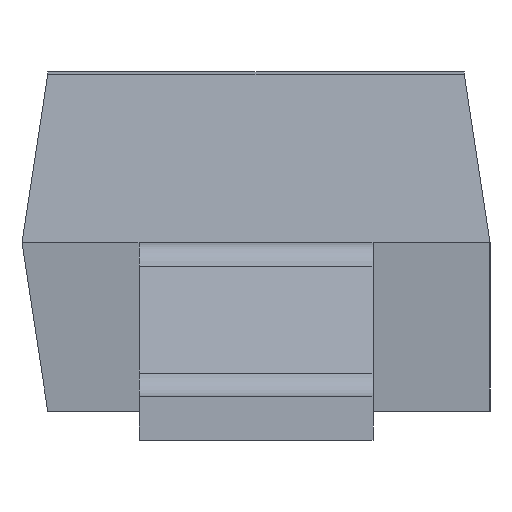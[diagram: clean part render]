
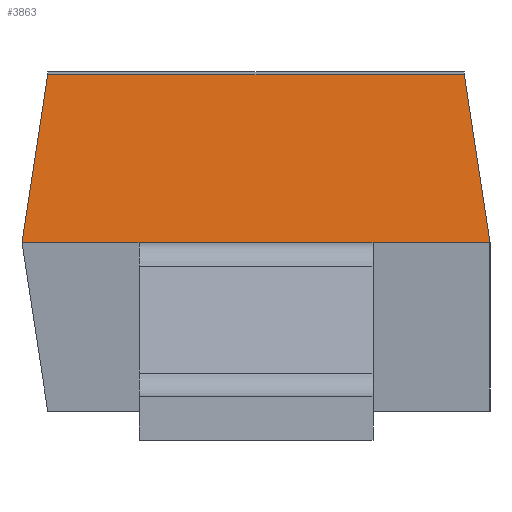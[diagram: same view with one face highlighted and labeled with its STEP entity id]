
A CAD part, left-side view. The second image highlights one B-rep face of the part: STEP entity #3863.
In plain terms, the highlighted planar face has unit normal (-0.995, 0, 0.095).
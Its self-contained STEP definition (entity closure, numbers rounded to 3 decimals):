
#33 = VECTOR ( 'NONE', #333, 1000. ) ;
#88 = VERTEX_POINT ( 'NONE', #2183 ) ;
#122 = DIRECTION ( 'NONE',  ( -0.094, -0.151, -0.984 ) ) ;
#157 = VERTEX_POINT ( 'NONE', #1216 ) ;
#235 = CARTESIAN_POINT ( 'NONE',  ( -1.338, 0.4, 0.575 ) ) ;
#314 = PLANE ( 'NONE',  #3679 ) ;
#320 = ORIENTED_EDGE ( 'NONE', *, *, #2927, .F. ) ;
#333 = DIRECTION ( 'NONE',  ( 0., 1., 0. ) ) ;
#352 = CARTESIAN_POINT ( 'NONE',  ( -1.38, -5.575, 0.132 ) ) ;
#442 = LINE ( 'NONE', #699, #3021 ) ;
#544 = FACE_OUTER_BOUND ( 'NONE', #2033, .T. ) ;
#604 = LINE ( 'NONE', #3071, #33 ) ;
#699 = CARTESIAN_POINT ( 'NONE',  ( -1.337, -5.575, 0.575 ) ) ;
#780 = CARTESIAN_POINT ( 'NONE',  ( -1.338, 0.4, 0.575 ) ) ;
#850 = EDGE_CURVE ( 'NONE', #2029, #157, #2216, .T. ) ;
#1174 = VERTEX_POINT ( 'NONE', #1793 ) ;
#1216 = CARTESIAN_POINT ( 'NONE',  ( -1.337, -0.4, 0.575 ) ) ;
#1384 = VERTEX_POINT ( 'NONE', #2689 ) ;
#1500 = EDGE_CURVE ( 'NONE', #2029, #1174, #604, .T. ) ;
#1605 = ORIENTED_EDGE ( 'NONE', *, *, #850, .T. ) ;
#1635 = EDGE_CURVE ( 'NONE', #1384, #1174, #4052, .T. ) ;
#1739 = VECTOR ( 'NONE', #122, 1000. ) ;
#1784 = ORIENTED_EDGE ( 'NONE', *, *, #1635, .T. ) ;
#1793 = CARTESIAN_POINT ( 'NONE',  ( -1.338, 0.8, 0.575 ) ) ;
#2029 = VERTEX_POINT ( 'NONE', #780 ) ;
#2033 = EDGE_LOOP ( 'NONE', ( #1784, #3599, #1605, #3249, #320, #3958 ) ) ;
#2183 = CARTESIAN_POINT ( 'NONE',  ( -1.337, -0.8, 0.575 ) ) ;
#2216 = LINE ( 'NONE', #235, #2368 ) ;
#2368 = VECTOR ( 'NONE', #3304, 1000. ) ;
#2534 = CARTESIAN_POINT ( 'NONE',  ( -1.28, -0.709, 1.171 ) ) ;
#2689 = CARTESIAN_POINT ( 'NONE',  ( -1.282, 0.712, 1.15 ) ) ;
#2721 = DIRECTION ( 'NONE',  ( -0.995, 0., 0.095 ) ) ;
#2927 = EDGE_CURVE ( 'NONE', #3053, #88, #3608, .T. ) ;
#3021 = VECTOR ( 'NONE', #3051, 1000. ) ;
#3024 = VECTOR ( 'NONE', #3708, 1000. ) ;
#3051 = DIRECTION ( 'NONE',  ( 0., 1., 0. ) ) ;
#3053 = VERTEX_POINT ( 'NONE', #3241 ) ;
#3071 = CARTESIAN_POINT ( 'NONE',  ( -1.337, -5.575, 0.575 ) ) ;
#3146 = CARTESIAN_POINT ( 'NONE',  ( -1.28, 0.709, 1.171 ) ) ;
#3177 = EDGE_CURVE ( 'NONE', #3053, #1384, #3873, .T. ) ;
#3241 = CARTESIAN_POINT ( 'NONE',  ( -1.282, -0.712, 1.15 ) ) ;
#3249 = ORIENTED_EDGE ( 'NONE', *, *, #3964, .F. ) ;
#3304 = DIRECTION ( 'NONE',  ( 0., -1., 0. ) ) ;
#3438 = DIRECTION ( 'NONE',  ( 0.095, 0., 0.995 ) ) ;
#3570 = VECTOR ( 'NONE', #4161, 1000. ) ;
#3599 = ORIENTED_EDGE ( 'NONE', *, *, #1500, .F. ) ;
#3608 = LINE ( 'NONE', #2534, #1739 ) ;
#3679 = AXIS2_PLACEMENT_3D ( 'NONE', #352, #2721, #3438 ) ;
#3708 = DIRECTION ( 'NONE',  ( 0., 1., 0. ) ) ;
#3863 = ADVANCED_FACE ( 'NONE', ( #544 ), #314, .T. ) ;
#3873 = LINE ( 'NONE', #4032, #3024 ) ;
#3958 = ORIENTED_EDGE ( 'NONE', *, *, #3177, .T. ) ;
#3964 = EDGE_CURVE ( 'NONE', #88, #157, #442, .T. ) ;
#4032 = CARTESIAN_POINT ( 'NONE',  ( -1.282, -5.575, 1.15 ) ) ;
#4052 = LINE ( 'NONE', #3146, #3570 ) ;
#4161 = DIRECTION ( 'NONE',  ( -0.094, 0.151, -0.984 ) ) ;
